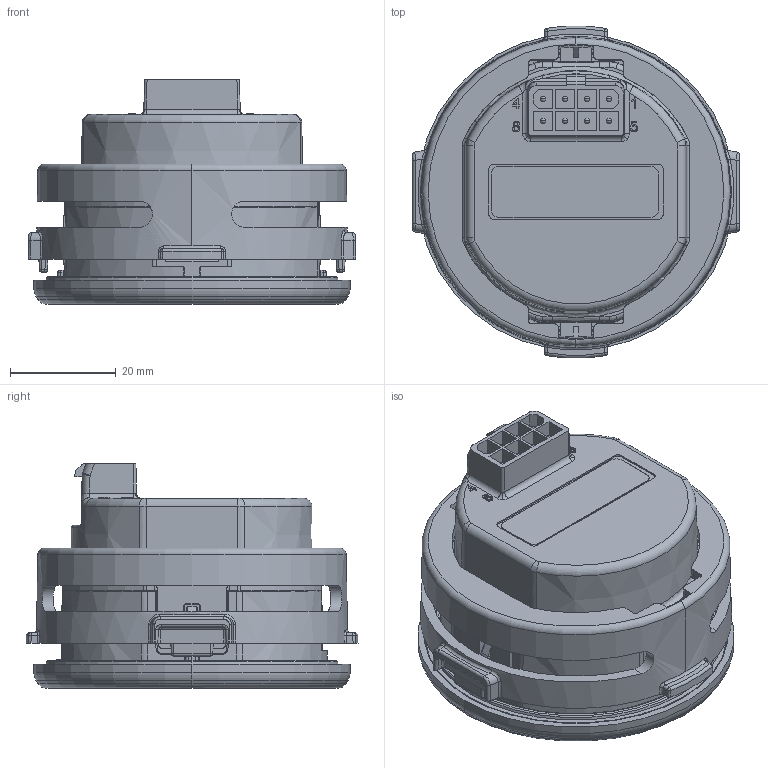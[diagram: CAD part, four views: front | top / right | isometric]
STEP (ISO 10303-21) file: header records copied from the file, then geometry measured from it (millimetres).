
FILE_DESCRIPTION (( 'STEP AP214' ), '1' );
FILE_NAME ('17710700-XXX_3150R Gage Rev 10_27.STEP', '2021-10-27T08:46:45', ( '' ), ( '' ), 'SwSTEP 2.0', 'SolidWorks 2021', '' );
FILE_SCHEMA (( 'AUTOMOTIVE_DESIGN' ));
Length unit declared in the file: millimetre
Products named in the file (1): 17710700-XXX_3150R Gage Rev 10_27
Bounding box: 62 x 62.89 x 42.62 mm (x, y, z)
Volume: 81194.7 mm3; surface area: 36791.6 mm2
Topology: 8 solids, 9 shells, 1300 faces, 3363 edges, 2136 vertices
Faces by surface type: plane 620, bspline 340, cylinder 202, cone 56, torus 46, sphere 36
Entity records: 66276 total; most frequent: CARTESIAN_POINT 23203, ORIENTED_EDGE 6622, DIRECTION 4837, EDGE_CURVE 3311, VERTEX_POINT 2120, LINE 1845, VECTOR 1845, AXIS2_PLACEMENT_3D 1496
